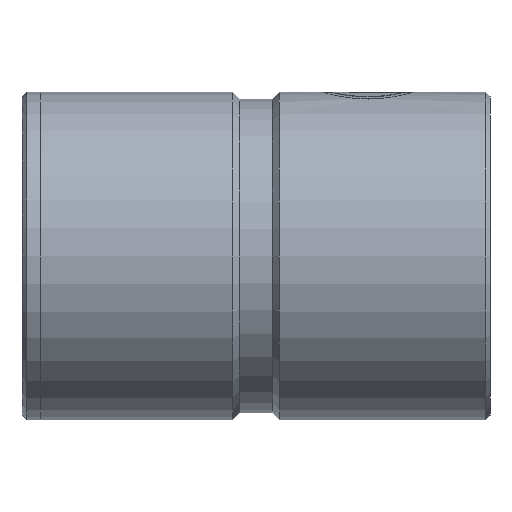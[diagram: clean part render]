
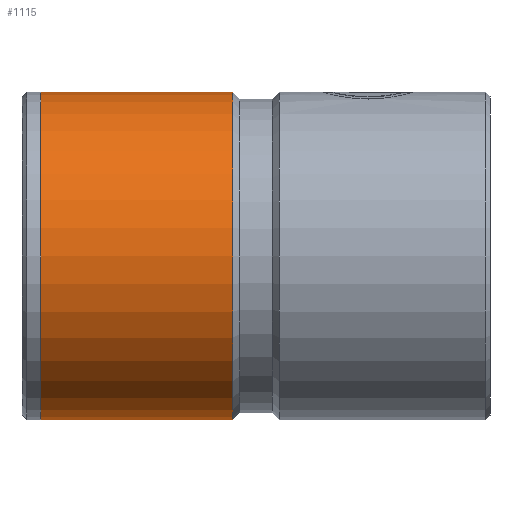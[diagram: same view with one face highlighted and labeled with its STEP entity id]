
A CAD part, left-side view. The second image highlights one B-rep face of the part: STEP entity #1115.
In plain terms, the highlighted cylindrical face has radius 35 mm (diameter 70 mm), a partial arc.
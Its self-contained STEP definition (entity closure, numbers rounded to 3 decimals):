
#24 = DIRECTION ( 'NONE',  ( 0., -1., 0. ) ) ;
#50 = DIRECTION ( 'NONE',  ( 0., -1., 0. ) ) ;
#52 = VERTEX_POINT ( 'NONE', #1024 ) ;
#72 = CYLINDRICAL_SURFACE ( 'NONE', #1702, 35. ) ;
#98 = ORIENTED_EDGE ( 'NONE', *, *, #1195, .F. ) ;
#104 = VECTOR ( 'NONE', #617, 1000. ) ;
#393 = EDGE_CURVE ( 'NONE', #936, #52, #1114, .T. ) ;
#527 = EDGE_LOOP ( 'NONE', ( #98, #1381, #608, #588 ) ) ;
#548 = CARTESIAN_POINT ( 'NONE',  ( 0., 55., 35. ) ) ;
#552 = VERTEX_POINT ( 'NONE', #871 ) ;
#588 = ORIENTED_EDGE ( 'NONE', *, *, #393, .F. ) ;
#608 = ORIENTED_EDGE ( 'NONE', *, *, #1711, .T. ) ;
#617 = DIRECTION ( 'NONE',  ( 0., -1., 0. ) ) ;
#676 = DIRECTION ( 'NONE',  ( 0., -1., 0. ) ) ;
#700 = DIRECTION ( 'NONE',  ( 0., 0., -1. ) ) ;
#701 = CARTESIAN_POINT ( 'NONE',  ( 0., 96., 0. ) ) ;
#844 = DIRECTION ( 'NONE',  ( 0., 0., -1. ) ) ;
#871 = CARTESIAN_POINT ( 'NONE',  ( 0., 96., 35. ) ) ;
#879 = CIRCLE ( 'NONE', #1146, 35. ) ;
#933 = VERTEX_POINT ( 'NONE', #1610 ) ;
#936 = VERTEX_POINT ( 'NONE', #548 ) ;
#1024 = CARTESIAN_POINT ( 'NONE',  ( 0., 55., -35. ) ) ;
#1068 = AXIS2_PLACEMENT_3D ( 'NONE', #1483, #676, #1613 ) ;
#1077 = CARTESIAN_POINT ( 'NONE',  ( 0., 0., 35. ) ) ;
#1080 = LINE ( 'NONE', #1077, #1359 ) ;
#1114 = CIRCLE ( 'NONE', #1068, 35. ) ;
#1115 = ADVANCED_FACE ( 'NONE', ( #1476 ), #72, .T. ) ;
#1146 = AXIS2_PLACEMENT_3D ( 'NONE', #701, #1638, #844 ) ;
#1164 = LINE ( 'NONE', #1295, #104 ) ;
#1195 = EDGE_CURVE ( 'NONE', #552, #936, #1080, .T. ) ;
#1295 = CARTESIAN_POINT ( 'NONE',  ( 0., 0., -35. ) ) ;
#1339 = EDGE_CURVE ( 'NONE', #552, #933, #879, .T. ) ;
#1359 = VECTOR ( 'NONE', #24, 1000. ) ;
#1381 = ORIENTED_EDGE ( 'NONE', *, *, #1339, .T. ) ;
#1476 = FACE_OUTER_BOUND ( 'NONE', #527, .T. ) ;
#1483 = CARTESIAN_POINT ( 'NONE',  ( 0., 55., 0. ) ) ;
#1610 = CARTESIAN_POINT ( 'NONE',  ( 0., 96., -35. ) ) ;
#1613 = DIRECTION ( 'NONE',  ( 0., 0., -1. ) ) ;
#1637 = CARTESIAN_POINT ( 'NONE',  ( 0., 0., 0. ) ) ;
#1638 = DIRECTION ( 'NONE',  ( 0., -1., 0. ) ) ;
#1702 = AXIS2_PLACEMENT_3D ( 'NONE', #1637, #50, #700 ) ;
#1711 = EDGE_CURVE ( 'NONE', #933, #52, #1164, .T. ) ;
